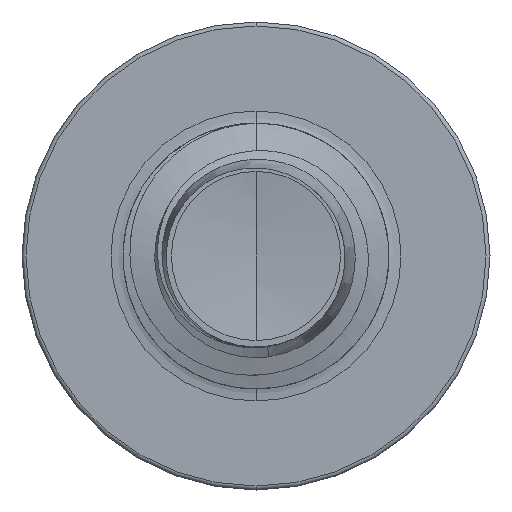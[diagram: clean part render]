
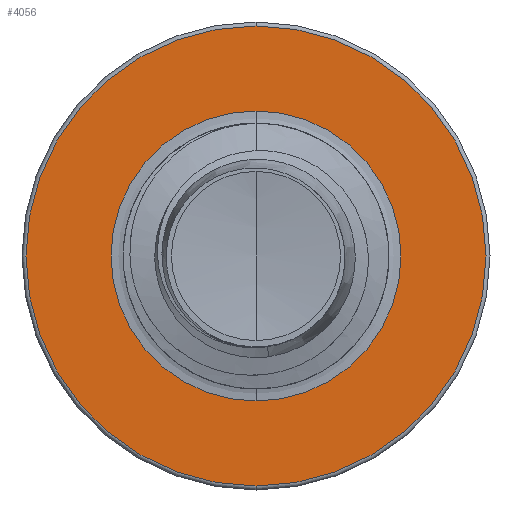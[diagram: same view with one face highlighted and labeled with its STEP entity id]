
A CAD part, front view. The second image highlights one B-rep face of the part: STEP entity #4056.
In plain terms, the highlighted planar face has unit normal (0, -1, 0).
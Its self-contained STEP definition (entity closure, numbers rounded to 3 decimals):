
#4 = EDGE_CURVE ( 'NONE', #11313, #6221, #20802, .T. ) ;
#2025 = CIRCLE ( 'NONE', #16665, 1.363 ) ;
#2248 = AXIS2_PLACEMENT_3D ( 'NONE', #9242, #9109, #9082 ) ;
#2377 = EDGE_CURVE ( 'NONE', #9430, #19914, #5244, .T. ) ;
#3787 = CARTESIAN_POINT ( 'NONE',  ( 0., 6., -2.162 ) ) ;
#4056 = ADVANCED_FACE ( 'NONE', ( #16614, #19579 ), #9129, .F. ) ;
#4181 = CARTESIAN_POINT ( 'NONE',  ( 0., 6., 2.163 ) ) ;
#4970 = AXIS2_PLACEMENT_3D ( 'NONE', #18145, #18125, #18103 ) ;
#5244 = CIRCLE ( 'NONE', #4970, 1.363 ) ;
#6011 = ORIENTED_EDGE ( 'NONE', *, *, #2377, .T. ) ;
#6221 = VERTEX_POINT ( 'NONE', #4181 ) ;
#6739 = EDGE_CURVE ( 'NONE', #6221, #11313, #13525, .T. ) ;
#7267 = CARTESIAN_POINT ( 'NONE',  ( 0., 6., 0. ) ) ;
#9082 = DIRECTION ( 'NONE',  ( 0., 0., 1. ) ) ;
#9109 = DIRECTION ( 'NONE',  ( 0., 1., 0. ) ) ;
#9129 = PLANE ( 'NONE',  #2248 ) ;
#9219 = DIRECTION ( 'NONE',  ( 0., 0., 1. ) ) ;
#9242 = CARTESIAN_POINT ( 'NONE',  ( 0., 6., -1.363 ) ) ;
#9430 = VERTEX_POINT ( 'NONE', #12658 ) ;
#11252 = AXIS2_PLACEMENT_3D ( 'NONE', #19957, #19065, #19025 ) ;
#11274 = EDGE_LOOP ( 'NONE', ( #19287, #6011 ) ) ;
#11313 = VERTEX_POINT ( 'NONE', #3787 ) ;
#11995 = DIRECTION ( 'NONE',  ( 0., 0., 1. ) ) ;
#12041 = DIRECTION ( 'NONE',  ( 0., 1., 0. ) ) ;
#12075 = CARTESIAN_POINT ( 'NONE',  ( 0., 6., 0. ) ) ;
#12658 = CARTESIAN_POINT ( 'NONE',  ( 0., 6., -1.363 ) ) ;
#13525 = CIRCLE ( 'NONE', #22142, 2.163 ) ;
#15285 = ORIENTED_EDGE ( 'NONE', *, *, #4, .F. ) ;
#15630 = EDGE_CURVE ( 'NONE', #19914, #9430, #2025, .T. ) ;
#15947 = EDGE_LOOP ( 'NONE', ( #18854, #15285 ) ) ;
#16614 = FACE_OUTER_BOUND ( 'NONE', #15947, .T. ) ;
#16665 = AXIS2_PLACEMENT_3D ( 'NONE', #7267, #19243, #9219 ) ;
#18103 = DIRECTION ( 'NONE',  ( 0., 0., 1. ) ) ;
#18125 = DIRECTION ( 'NONE',  ( 0., 1., 0. ) ) ;
#18145 = CARTESIAN_POINT ( 'NONE',  ( 0., 6., 0. ) ) ;
#18854 = ORIENTED_EDGE ( 'NONE', *, *, #6739, .F. ) ;
#19025 = DIRECTION ( 'NONE',  ( 0., 0., 1. ) ) ;
#19065 = DIRECTION ( 'NONE',  ( 0., 1., 0. ) ) ;
#19243 = DIRECTION ( 'NONE',  ( 0., 1., 0. ) ) ;
#19287 = ORIENTED_EDGE ( 'NONE', *, *, #15630, .T. ) ;
#19579 = FACE_BOUND ( 'NONE', #11274, .T. ) ;
#19914 = VERTEX_POINT ( 'NONE', #19949 ) ;
#19949 = CARTESIAN_POINT ( 'NONE',  ( 0., 6., 1.363 ) ) ;
#19957 = CARTESIAN_POINT ( 'NONE',  ( 0., 6., 0. ) ) ;
#20802 = CIRCLE ( 'NONE', #11252, 2.163 ) ;
#22142 = AXIS2_PLACEMENT_3D ( 'NONE', #12075, #12041, #11995 ) ;
